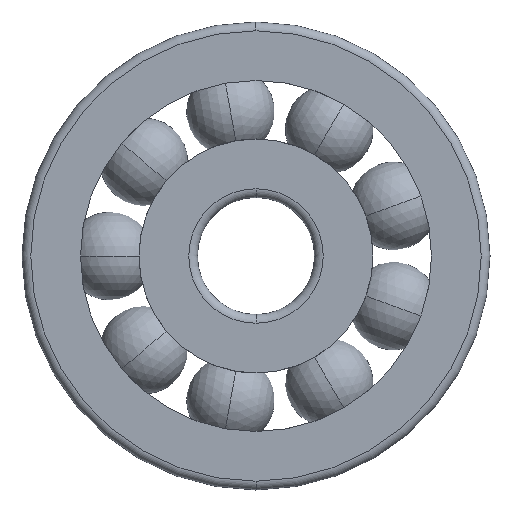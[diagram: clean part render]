
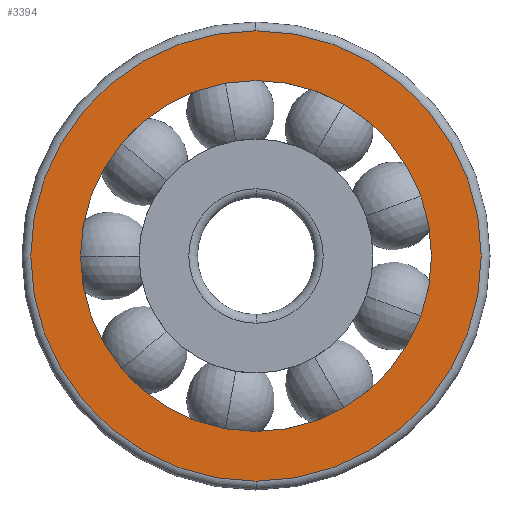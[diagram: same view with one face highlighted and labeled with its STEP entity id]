
A CAD part, left-side view. The second image highlights one B-rep face of the part: STEP entity #3394.
In plain terms, the highlighted planar face has unit normal (-1, 0, 0).
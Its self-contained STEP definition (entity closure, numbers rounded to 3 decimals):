
#25 = CARTESIAN_POINT ( 'NONE',  ( -2.5, 0., 0. ) ) ;
#76 = AXIS2_PLACEMENT_3D ( 'NONE', #25, #1091, #334 ) ;
#196 = DIRECTION ( 'NONE',  ( 0., 0., -1. ) ) ;
#272 = DIRECTION ( 'NONE',  ( 0., 0., 1. ) ) ;
#289 = EDGE_CURVE ( 'NONE', #2265, #3083, #3006, .T. ) ;
#334 = DIRECTION ( 'NONE',  ( 0., 0., -1. ) ) ;
#357 = CIRCLE ( 'NONE', #1588, 6. ) ;
#624 = CARTESIAN_POINT ( 'NONE',  ( -2.5, 0., 0. ) ) ;
#663 = DIRECTION ( 'NONE',  ( -1., 0., 0. ) ) ;
#920 = CIRCLE ( 'NONE', #2851, 6. ) ;
#983 = DIRECTION ( 'NONE',  ( 0., 0., -1. ) ) ;
#1011 = EDGE_CURVE ( 'NONE', #3083, #2265, #2142, .T. ) ;
#1046 = VERTEX_POINT ( 'NONE', #2205 ) ;
#1091 = DIRECTION ( 'NONE',  ( -1., 0., 0. ) ) ;
#1163 = ORIENTED_EDGE ( 'NONE', *, *, #1738, .F. ) ;
#1265 = ORIENTED_EDGE ( 'NONE', *, *, #1011, .T. ) ;
#1516 = CARTESIAN_POINT ( 'NONE',  ( -2.5, 0., -6. ) ) ;
#1588 = AXIS2_PLACEMENT_3D ( 'NONE', #2600, #3400, #272 ) ;
#1683 = DIRECTION ( 'NONE',  ( 0., 0., 1. ) ) ;
#1738 = EDGE_CURVE ( 'NONE', #1046, #3427, #357, .T. ) ;
#2099 = AXIS2_PLACEMENT_3D ( 'NONE', #2522, #2302, #196 ) ;
#2124 = EDGE_LOOP ( 'NONE', ( #1163, #2817 ) ) ;
#2142 = CIRCLE ( 'NONE', #76, 7.7 ) ;
#2190 = AXIS2_PLACEMENT_3D ( 'NONE', #2651, #3366, #983 ) ;
#2205 = CARTESIAN_POINT ( 'NONE',  ( -2.5, 0., 6. ) ) ;
#2254 = FACE_BOUND ( 'NONE', #2124, .T. ) ;
#2265 = VERTEX_POINT ( 'NONE', #2789 ) ;
#2302 = DIRECTION ( 'NONE',  ( 1., 0., 0. ) ) ;
#2522 = CARTESIAN_POINT ( 'NONE',  ( -2.5, 8., 0. ) ) ;
#2600 = CARTESIAN_POINT ( 'NONE',  ( -2.5, 0., 0. ) ) ;
#2651 = CARTESIAN_POINT ( 'NONE',  ( -2.5, 0., 0. ) ) ;
#2719 = ORIENTED_EDGE ( 'NONE', *, *, #289, .T. ) ;
#2722 = EDGE_CURVE ( 'NONE', #3427, #1046, #920, .T. ) ;
#2789 = CARTESIAN_POINT ( 'NONE',  ( -2.5, 0., -7.7 ) ) ;
#2817 = ORIENTED_EDGE ( 'NONE', *, *, #2722, .F. ) ;
#2851 = AXIS2_PLACEMENT_3D ( 'NONE', #624, #663, #1683 ) ;
#3006 = CIRCLE ( 'NONE', #2190, 7.7 ) ;
#3008 = CARTESIAN_POINT ( 'NONE',  ( -2.5, 0., 7.7 ) ) ;
#3052 = FACE_OUTER_BOUND ( 'NONE', #3282, .T. ) ;
#3070 = PLANE ( 'NONE',  #2099 ) ;
#3083 = VERTEX_POINT ( 'NONE', #3008 ) ;
#3282 = EDGE_LOOP ( 'NONE', ( #2719, #1265 ) ) ;
#3366 = DIRECTION ( 'NONE',  ( -1., 0., 0. ) ) ;
#3394 = ADVANCED_FACE ( 'NONE', ( #3052, #2254 ), #3070, .F. ) ;
#3400 = DIRECTION ( 'NONE',  ( -1., 0., 0. ) ) ;
#3427 = VERTEX_POINT ( 'NONE', #1516 ) ;
